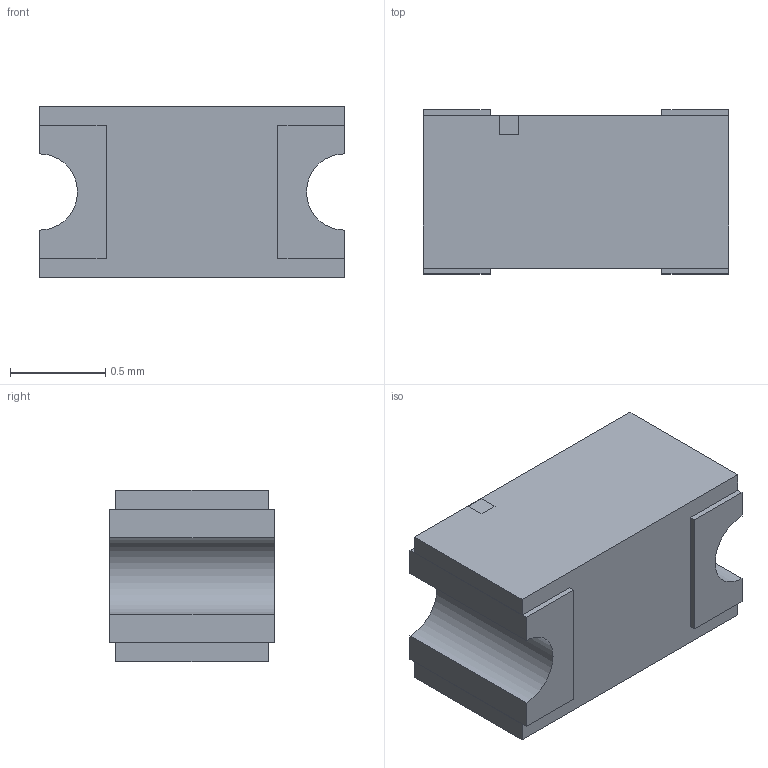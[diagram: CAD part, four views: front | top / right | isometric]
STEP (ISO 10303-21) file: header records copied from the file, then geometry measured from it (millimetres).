
FILE_DESCRIPTION (( 'STEP AP214' ), '1' );
FILE_NAME ('SD0603S040S0R2.STEP', '2023-05-10T17:00:57', ( '' ), ( '' ), 'SwSTEP 2.0', 'SolidWorks 2017', '' );
FILE_SCHEMA (( 'AUTOMOTIVE_DESIGN' ));
Length unit declared in the file: millimetre
Products named in the file (1): SD0603S040S0R2
Bounding box: 1.6 x 0.86 x 0.9 mm (x, y, z)
Volume: 1.1 mm3; surface area: 12.3 mm2
Topology: 4 solids, 4 shells, 41 faces, 96 edges, 64 vertices
Faces by surface type: plane 39, cylinder 2
Entity records: 1215 total; most frequent: CARTESIAN_POINT 202, ORIENTED_EDGE 192, DIRECTION 184, EDGE_CURVE 96, VECTOR 92, LINE 92, VERTEX_POINT 64, AXIS2_PLACEMENT_3D 46
